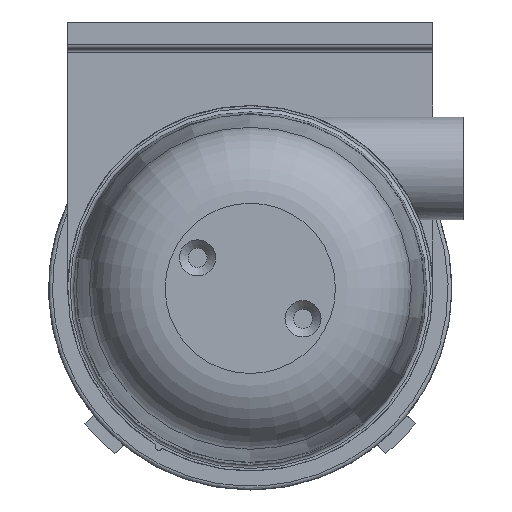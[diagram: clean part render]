
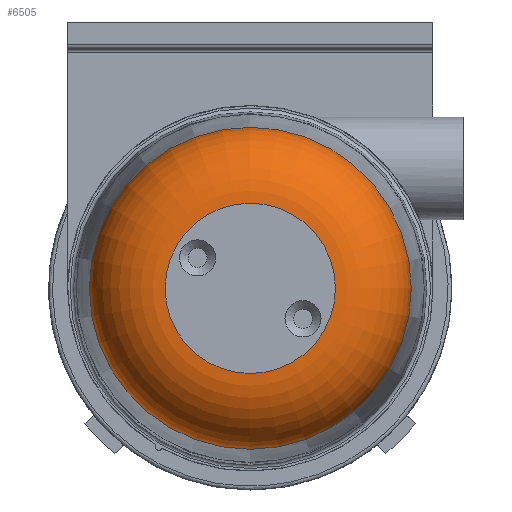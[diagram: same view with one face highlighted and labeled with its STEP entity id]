
A CAD part, front view. The second image highlights one B-rep face of the part: STEP entity #6505.
In plain terms, the highlighted toroidal (fillet/blend) face has major radius 22.383 mm and minor radius 20 mm.
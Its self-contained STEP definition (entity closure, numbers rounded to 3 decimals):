
#858 = VERTEX_POINT ( 'NONE', #887 ) ;
#878 = CARTESIAN_POINT ( 'NONE',  ( -19.385, -157.5, 11.192 ) ) ;
#887 = CARTESIAN_POINT ( 'NONE',  ( -36.642, -139.2, 21.155 ) ) ;
#890 = VERTEX_POINT ( 'NONE', #878 ) ;
#1217 = ORIENTED_EDGE ( 'NONE', *, *, #5626, .F. ) ;
#1226 = ORIENTED_EDGE ( 'NONE', *, *, #5611, .T. ) ;
#1716 = EDGE_LOOP ( 'NONE', ( #1217 ) ) ;
#1754 = EDGE_LOOP ( 'NONE', ( #1226 ) ) ;
#2602 = CIRCLE ( 'NONE', #2629, 22.383 ) ;
#2605 = AXIS2_PLACEMENT_3D ( 'NONE', #5743, #5732, #5758 ) ;
#2607 = CIRCLE ( 'NONE', #2605, 42.311 ) ;
#2629 = AXIS2_PLACEMENT_3D ( 'NONE', #6189, #6205, #6185 ) ;
#2968 = AXIS2_PLACEMENT_3D ( 'NONE', #4369, #4391, #4341 ) ;
#2998 = TOROIDAL_SURFACE ( 'NONE', #2968, 22.383, 20. ) ;
#4341 = DIRECTION ( 'NONE',  ( -0.866, 0., 0.5 ) ) ;
#4349 = FACE_OUTER_BOUND ( 'NONE', #1716, .T. ) ;
#4366 = FACE_OUTER_BOUND ( 'NONE', #1754, .T. ) ;
#4369 = CARTESIAN_POINT ( 'NONE',  ( 0., -137.5, 0. ) ) ;
#4391 = DIRECTION ( 'NONE',  ( 0., 1., 0. ) ) ;
#5611 = EDGE_CURVE ( 'NONE', #890, #890, #2602, .T. ) ;
#5626 = EDGE_CURVE ( 'NONE', #858, #858, #2607, .T. ) ;
#5732 = DIRECTION ( 'NONE',  ( 0., 1., 0. ) ) ;
#5743 = CARTESIAN_POINT ( 'NONE',  ( 0., -139.2, 0. ) ) ;
#5758 = DIRECTION ( 'NONE',  ( -0.866, 0., 0.5 ) ) ;
#6185 = DIRECTION ( 'NONE',  ( -0.866, 0., 0.5 ) ) ;
#6189 = CARTESIAN_POINT ( 'NONE',  ( 0., -157.5, 0. ) ) ;
#6205 = DIRECTION ( 'NONE',  ( 0., 1., 0. ) ) ;
#6505 = ADVANCED_FACE ( 'NONE', ( #4349, #4366 ), #2998, .T. ) ;
